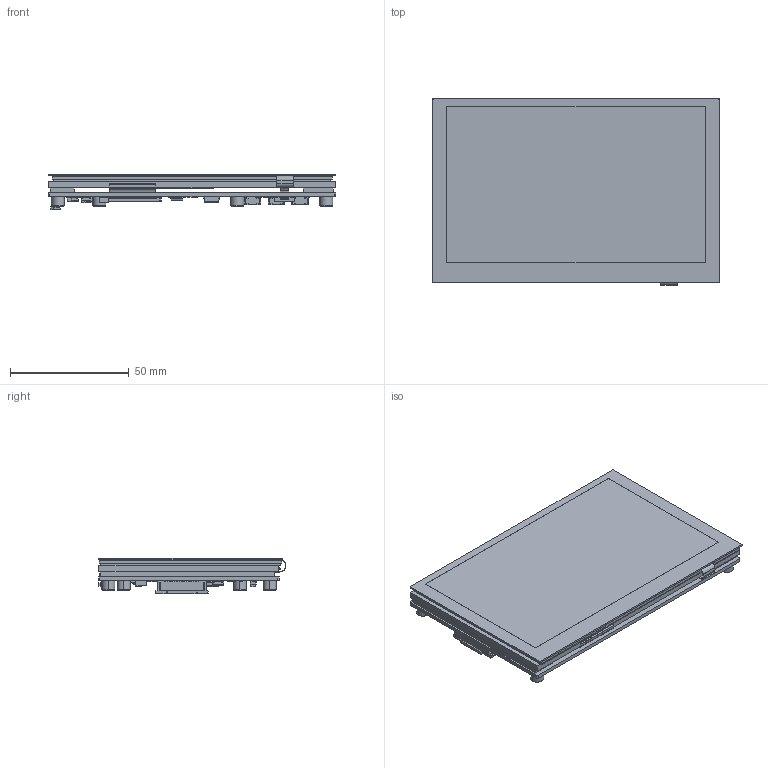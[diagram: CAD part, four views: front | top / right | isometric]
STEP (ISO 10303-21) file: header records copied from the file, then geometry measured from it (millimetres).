
FILE_DESCRIPTION((''),'2;1');
FILE_NAME('5INCH-DSI-LCD-C-20240612_ASM','2024-10-17T17:09:59',('xiaojisheng'),(''),'CREO PARAMETRIC BY PTC INC, 2021063','CREO PARAMETRIC BY PTC INC, 2021063','');
FILE_SCHEMA(('CONFIG_CONTROL_DESIGN','SHAPE_APPEARANCE_LAYERS_GROUPS'));
Products named in the file (142): 5INCH-HDMI-LCD-H-TP; 5INCH-LCD-H-800X480; 5DP-CAPLCD-EVA; STUDS-M2_5XH4; OPEN_CASCADE_STEP_TRANSLATOR_7_; BOARD_ASM; EXTRUDED-2183; 6353816160_ASM; D6_ASM; EXTRUDED-2472; 6346810912_ASM; EXTRUDED-2664; 6346810752_ASM; R15_ASM; EXTRUDED-2892; 6346809152_ASM; EXTRUDED-3084; 6346809392_ASM; R14_ASM; R13_ASM; R12_ASM; R11_ASM; R9_ASM; R8_ASM; R7_ASM; R6_ASM; R5_ASM; R1_ASM; EXTRUDED-3718; 6353818960_ASM; L1_ASM; C18_ASM; EXTRUDED-3987; 6353824400_ASM; EXTRUDED-4184; 6353824560_ASM; C17_ASM; C16_ASM; R22_ASM; C15_ASM ...
Assembly tree (346 placements, depth 7):
  5INCH-DSI-LCD-C-20240612_ASM
    5INCH-HDMI-LCD-H-TP
    5INCH-LCD-H-800X480
    5DP-CAPLCD-EVA
    5INCH-DSI-LCD-PCBA-C_ASM
      STUDS-M2_5XH4  x8
      5INCH_DSI_LCD-C_1V0_ASM
        PCB_ASM
          BOARD_ASM
            OPEN_CASCADE_STEP_TRANSLATOR_7_
          D6_ASM
            6353816160_ASM
              EXTRUDED-2183
          R15_ASM
            6346810912_ASM
              EXTRUDED-2472
            6346810752_ASM  x2
              EXTRUDED-2664
          R14_ASM
            6346809152_ASM
              EXTRUDED-2892
            6346809392_ASM  x2
              EXTRUDED-3084
          R13_ASM
            6346810912_ASM
              EXTRUDED-2472
            6346810752_ASM  x2
              EXTRUDED-2664
          R12_ASM
            6346810912_ASM
              EXTRUDED-2472
            6346810752_ASM  x2
              EXTRUDED-2664
          R11_ASM
            6346809152_ASM
              EXTRUDED-2892
            6346809392_ASM  x2
              EXTRUDED-3084
          R9_ASM
            6346810912_ASM
              EXTRUDED-2472
            6346810752_ASM  x2
              EXTRUDED-2664
          R8_ASM
            6346810912_ASM
              EXTRUDED-2472
            6346810752_ASM  x2
              EXTRUDED-2664
          R7_ASM
            6346810912_ASM
              EXTRUDED-2472
            6346810752_ASM  x2
              EXTRUDED-2664
          R6_ASM
            6346810912_ASM
              EXTRUDED-2472
            6346810752_ASM  x2
              EXTRUDED-2664
          R5_ASM
            6346810912_ASM
Bounding box: 121 x 78.61 x 14.88 mm (x, y, z)
Volume: 62874.5 mm3; surface area: 70902.4 mm2
Topology: 245 solids, 262 shells, 6785 faces, 18007 edges, 11680 vertices
Faces by surface type: plane 5618, cylinder 790, extrusion 201, bspline 76, cone 64, sphere 36
Entity records: 213236 total; most frequent: CARTESIAN_POINT 39202, ORIENTED_EDGE 28332, DIRECTION 26330, EDGE_CURVE 14167, VECTOR 12716, LINE 12515, VERTEX_POINT 9205, PRESENTATION_STYLE_ASSIGNMENT 6820
